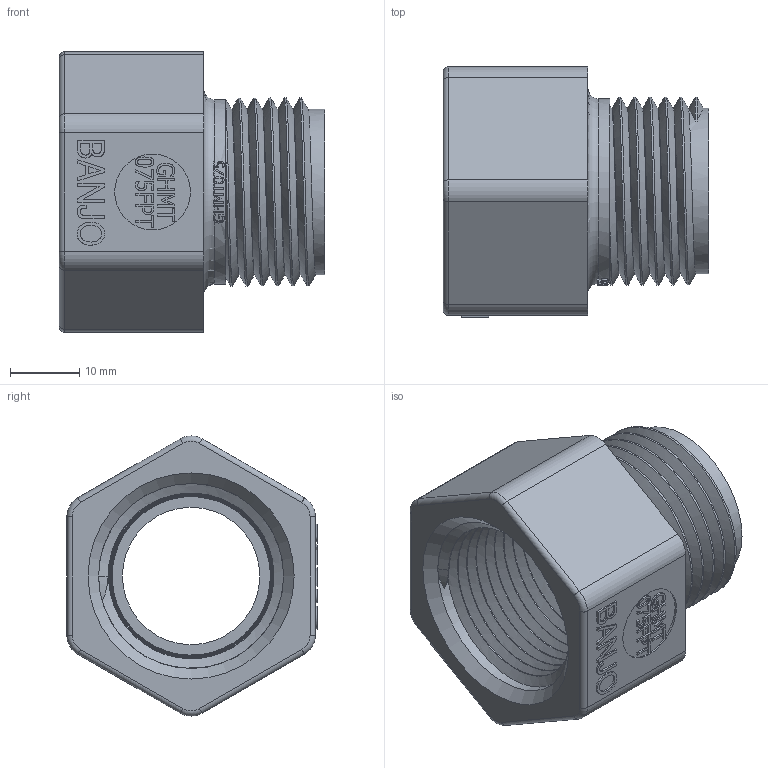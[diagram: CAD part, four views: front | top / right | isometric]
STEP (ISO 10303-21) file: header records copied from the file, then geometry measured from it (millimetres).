
FILE_DESCRIPTION(/* description */ ('3/4" FNPT X 3/4" Male Garden Hose Thd, Unbagged'),/* implementation_level */ '2;1');
FILE_NAME(/* name */ 'GHMT075FPT.stp',/* time_stamp */ '2015-07-28T10:16:30-04:00',/* author */ ('ALR'),/* organization */ (''),/* preprocessor_version */ 'ST-DEVELOPER v15.6',/* originating_system */ 'Autodesk Inventor 2015',/* authorisation */ '');
FILE_SCHEMA (('AUTOMOTIVE_DESIGN { 1 0 10303 214 3 1 1 }'));
Length unit declared in the file: inch
Products named in the file (2): GHMT075FPTZ; GHMT075FPT
Assembly tree (1 placements, depth 2):
  GHMT075FPT
    GHMT075FPTZ
Bounding box: 38.29 x 36.09 x 40.4 mm (x, y, z)
Volume: 16475.9 mm3; surface area: 10102.2 mm2
Topology: 1 solids, 1 shells, 373 faces, 1014 edges, 668 vertices
Faces by surface type: plane 198, bspline 127, cylinder 35, torus 7, cone 6
Full cylindrical faces by diameter (mm): 10.922 x1, 19.812 x1, 23.876 x6, 26.67 x1
Entity records: 16402 total; most frequent: CARTESIAN_POINT 7912, ORIENTED_EDGE 1978, DIRECTION 1323, EDGE_CURVE 989, VERTEX_POINT 655, LINE 603, VECTOR 603, EDGE_LOOP 400
